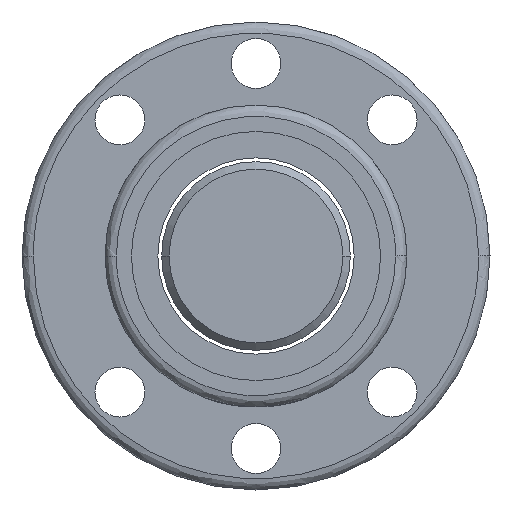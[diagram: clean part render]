
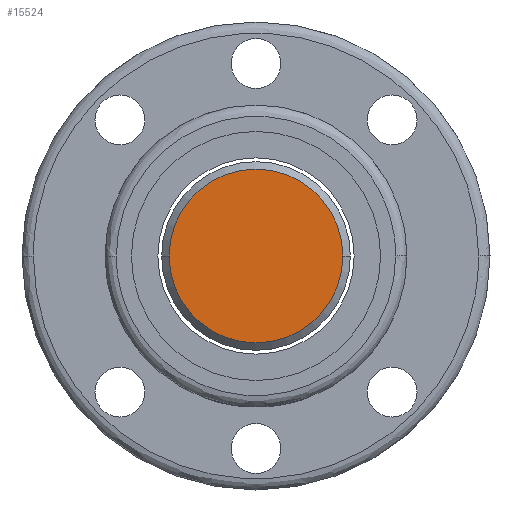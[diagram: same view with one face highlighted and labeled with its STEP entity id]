
A CAD part, left-side view. The second image highlights one B-rep face of the part: STEP entity #15524.
In plain terms, the highlighted planar face has unit normal (-1, 0, 0).
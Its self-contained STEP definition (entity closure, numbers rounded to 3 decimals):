
#1929 = DIRECTION ( 'NONE',  ( 1., 0., 0. ) ) ;
#1950 = PLANE ( 'NONE',  #7927 ) ;
#2536 = AXIS2_PLACEMENT_3D ( 'NONE', #19869, #4382, #10092 ) ;
#4358 = CARTESIAN_POINT ( 'NONE',  ( -150., 6.25, 0. ) ) ;
#4382 = DIRECTION ( 'NONE',  ( 1., 0., 0. ) ) ;
#4694 = ORIENTED_EDGE ( 'NONE', *, *, #15938, .F. ) ;
#5714 = DIRECTION ( 'NONE',  ( 0., 1., 0. ) ) ;
#6313 = EDGE_LOOP ( 'NONE', ( #12907, #4694 ) ) ;
#7927 = AXIS2_PLACEMENT_3D ( 'NONE', #4358, #8362, #5714 ) ;
#8362 = DIRECTION ( 'NONE',  ( 1., 0., 0. ) ) ;
#9047 = VERTEX_POINT ( 'NONE', #16382 ) ;
#9651 = VERTEX_POINT ( 'NONE', #13556 ) ;
#10092 = DIRECTION ( 'NONE',  ( 0., 1., 0. ) ) ;
#11820 = DIRECTION ( 'NONE',  ( 0., 1., 0. ) ) ;
#12697 = AXIS2_PLACEMENT_3D ( 'NONE', #19658, #1929, #11820 ) ;
#12907 = ORIENTED_EDGE ( 'NONE', *, *, #23670, .F. ) ;
#13556 = CARTESIAN_POINT ( 'NONE',  ( -150., 11.5, 0. ) ) ;
#13826 = CIRCLE ( 'NONE', #2536, 11.5 ) ;
#15524 = ADVANCED_FACE ( 'NONE', ( #19018 ), #1950, .F. ) ;
#15938 = EDGE_CURVE ( 'NONE', #9047, #9651, #13826, .T. ) ;
#16382 = CARTESIAN_POINT ( 'NONE',  ( -150., -11.5, 0. ) ) ;
#19018 = FACE_OUTER_BOUND ( 'NONE', #6313, .T. ) ;
#19658 = CARTESIAN_POINT ( 'NONE',  ( -150., 0., 0. ) ) ;
#19869 = CARTESIAN_POINT ( 'NONE',  ( -150., 0., 0. ) ) ;
#22130 = CIRCLE ( 'NONE', #12697, 11.5 ) ;
#23670 = EDGE_CURVE ( 'NONE', #9651, #9047, #22130, .T. ) ;
